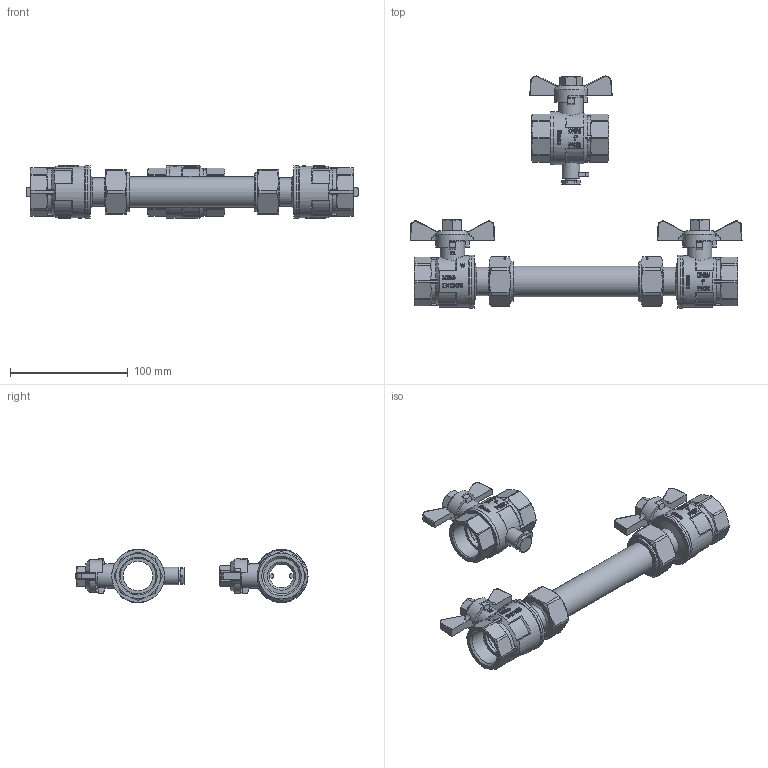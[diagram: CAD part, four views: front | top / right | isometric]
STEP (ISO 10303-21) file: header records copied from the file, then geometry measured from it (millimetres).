
FILE_DESCRIPTION(/* description */ ('Unknown'),/* implementation_level */ '2;1');
FILE_NAME(/* name */ '80100004',/* time_stamp */ '2023-07-12T12:29:09+02:00',/* author */ ('Unknown'),/* organization */ ('Unknown'),/* preprocessor_version */ 'ST-DEVELOPER v18.102',/* originating_system */ 'Solid Edge',/* authorisation */ 'Unknown');
FILE_SCHEMA (('AUTOMOTIVE_DESIGN {1 0 10303 214 3 1 1}'));
Length unit declared in the file: millimetre
Products named in the file (27): 80100004; 708-66-ø24_aktuell_oa_0; 708-1-Kvrper-co_oa_1; Verschraubung; Gehduse; 724-66-Zusammenbau; _berwurfmutter; Speerring; Dichtung; Mutter; 1; 708-1-Spindel-co_oa_2; Spindel; Stopfbuchse; Rohrnippel-1-130; 708-66-ø24_aktuell_oa_3; 708-1-Kvrper-co_oa_4; 708-1-Spindel-co_oa_5; 712-06_oa_6; Kvrper-co_oa_7; Einschraubteil; Kvrper; Schtaube; 600-1-Fl_gel-Griff; 600-1-Mutter-fl.g.
Assembly tree (33 placements, depth 5):
  80100004
    708-66-ø24_aktuell_oa_0
      708-1-Kvrper-co_oa_1
        Verschraubung
        Gehduse
        724-66-Zusammenbau
          _berwurfmutter
          Speerring
          Dichtung
      Mutter
      1
      708-1-Spindel-co_oa_2
        Spindel
        Stopfbuchse
    Rohrnippel-1-130
    708-66-ø24_aktuell_oa_3
      708-1-Kvrper-co_oa_4
        Verschraubung
        Gehduse
        724-66-Zusammenbau
          _berwurfmutter
          Speerring
          Dichtung
      Mutter
      1
      708-1-Spindel-co_oa_5
        Spindel
        Stopfbuchse
    712-06_oa_6
      Kvrper-co_oa_7
        Einschraubteil
        Kvrper
        Schtaube
      Stopfbuchse
      Spindel
      600-1-Fl_gel-Griff
      600-1-Mutter-fl.g.
Bounding box: 282 x 197.09 x 45.36 mm (x, y, z)
Volume: 199084.8 mm3; surface area: 130319.5 mm2
Topology: 26 solids, 26 shells, 3500 faces, 9729 edges, 6433 vertices
Faces by surface type: plane 2870, cylinder 367, cone 203, bspline 40, sphere 16, torus 4
Full cylindrical faces by diameter (mm): 1.5 x3, 5 x1, 5.9 x1, 8.5 x3, 8.8 x1, 8.9 x2, 8.92 x1, 10 x1, 12 x6, 12.1 x3, 12.5 x3, 14 x3, 14.5 x3, 15 x1, 16 x3, 16.376 x2, 16.5 x1, 18 x3, 20 x3, 21 x3, 22 x2, 22.5 x3, 24 x4, 25 x2, 26 x1, 28 x2, 30.2 x2, 30.291 x8, 30.3 x4, 30.5 x2
Entity records: 85605 total; most frequent: CARTESIAN_POINT 22777, DIRECTION 14141, ORIENTED_EDGE 12596, EDGE_CURVE 6298, AXIS2_PLACEMENT_3D 5827, VERTEX_POINT 4236, ELLIPSE 2666, FACE_BOUND 2592
